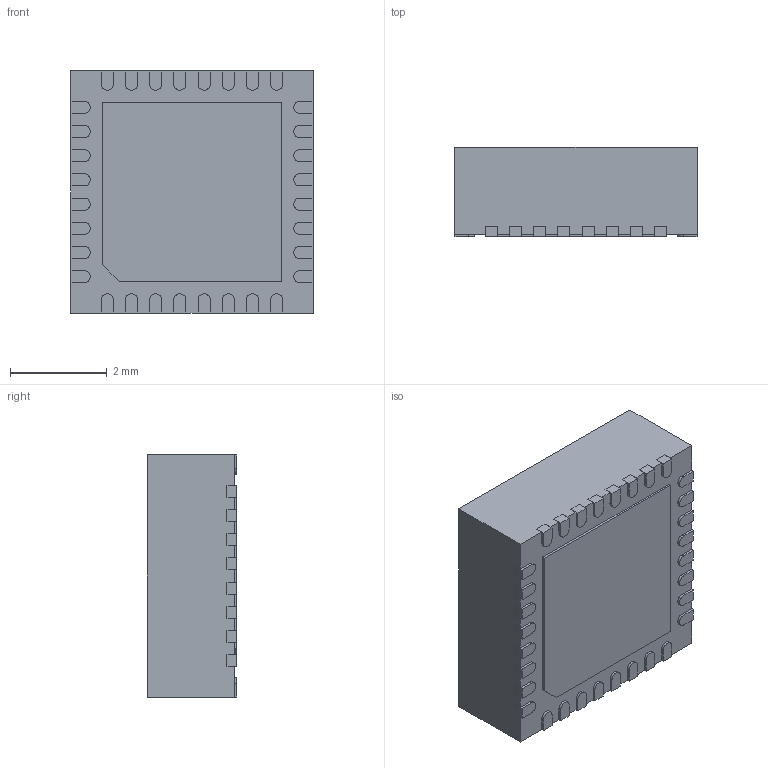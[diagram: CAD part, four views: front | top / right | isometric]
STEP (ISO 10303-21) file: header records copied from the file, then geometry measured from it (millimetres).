
FILE_DESCRIPTION (( 'STEP AP214' ), '1' );
FILE_NAME ('32-Lead LFCSP_CP_32_26.STEP', '2023-12-07T01:26:40', ( '' ), ( '' ), 'SwSTEP 2.0', 'SolidWorks 2021', '' );
FILE_SCHEMA (( 'AUTOMOTIVE_DESIGN' ));
Length unit declared in the file: millimetre
Products named in the file (1): 32-Lead LFCSP_CP_32_26
Bounding box: 5 x 1.85 x 5 mm (x, y, z)
Volume: 45.8 mm3; surface area: 136.1 mm2
Topology: 35 solids, 35 shells, 362 faces, 870 edges, 580 vertices
Faces by surface type: plane 278, cylinder 84
Entity records: 10802 total; most frequent: CARTESIAN_POINT 1813, DIRECTION 1764, ORIENTED_EDGE 1740, EDGE_CURVE 870, VECTOR 702, LINE 702, VERTEX_POINT 580, AXIS2_PLACEMENT_3D 531
